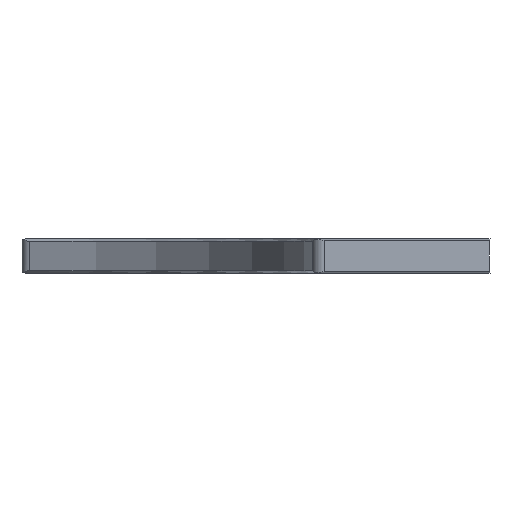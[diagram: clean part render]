
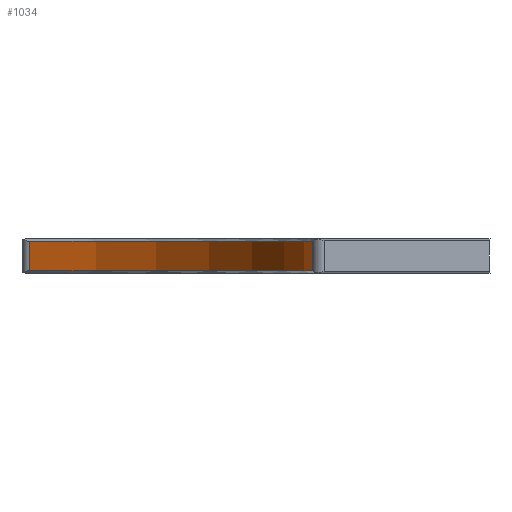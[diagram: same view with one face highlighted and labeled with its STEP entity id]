
A CAD part, front view. The second image highlights one B-rep face of the part: STEP entity #1034.
In plain terms, the highlighted cylindrical face has radius 115.9 mm (diameter 231.8 mm), a partial arc.
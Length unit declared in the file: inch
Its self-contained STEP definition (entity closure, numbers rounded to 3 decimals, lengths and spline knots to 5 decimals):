
#44 = VERTEX_POINT ( 'NONE', #1129 ) ;
#53 = DIRECTION ( 'NONE',  ( 1., 0., 0. ) ) ;
#66 = DIRECTION ( 'NONE',  ( 0., 0., -1. ) ) ;
#96 = CIRCLE ( 'NONE', #933, 4.563 ) ;
#164 = CARTESIAN_POINT ( 'NONE',  ( 1.52526, 4.30053, -0.3735 ) ) ;
#169 = FACE_OUTER_BOUND ( 'NONE', #696, .T. ) ;
#184 = LINE ( 'NONE', #1432, #719 ) ;
#240 = EDGE_CURVE ( 'NONE', #257, #44, #1446, .T. ) ;
#257 = VERTEX_POINT ( 'NONE', #745 ) ;
#268 = ORIENTED_EDGE ( 'NONE', *, *, #584, .T. ) ;
#273 = AXIS2_PLACEMENT_3D ( 'NONE', #1074, #395, #388 ) ;
#343 = EDGE_CURVE ( 'NONE', #44, #781, #184, .T. ) ;
#388 = DIRECTION ( 'NONE',  ( 1., 0., 0. ) ) ;
#395 = DIRECTION ( 'NONE',  ( 0., 0., 1. ) ) ;
#497 = ORIENTED_EDGE ( 'NONE', *, *, #240, .T. ) ;
#541 = DIRECTION ( 'NONE',  ( 1., 0., 0. ) ) ;
#584 = EDGE_CURVE ( 'NONE', #781, #1274, #96, .T. ) ;
#630 = CARTESIAN_POINT ( 'NONE',  ( 0., 0., -0.3425 ) ) ;
#661 = DIRECTION ( 'NONE',  ( 0., 0., 1. ) ) ;
#667 = AXIS2_PLACEMENT_3D ( 'NONE', #630, #1170, #53 ) ;
#696 = EDGE_LOOP ( 'NONE', ( #268, #1195, #497, #1424 ) ) ;
#719 = VECTOR ( 'NONE', #661, 39.37008 ) ;
#745 = CARTESIAN_POINT ( 'NONE',  ( 1.52526, 4.30053, -0.3425 ) ) ;
#781 = VERTEX_POINT ( 'NONE', #1018 ) ;
#809 = CARTESIAN_POINT ( 'NONE',  ( 1.52526, 4.30053, -0.031 ) ) ;
#869 = LINE ( 'NONE', #164, #1311 ) ;
#933 = AXIS2_PLACEMENT_3D ( 'NONE', #943, #1087, #541 ) ;
#943 = CARTESIAN_POINT ( 'NONE',  ( 0., 0., -0.031 ) ) ;
#972 = CYLINDRICAL_SURFACE ( 'NONE', #273, 4.563 ) ;
#1016 = EDGE_CURVE ( 'NONE', #1274, #257, #869, .T. ) ;
#1018 = CARTESIAN_POINT ( 'NONE',  ( 4.56138, 0.12167, -0.031 ) ) ;
#1034 = ADVANCED_FACE ( 'NONE', ( #169 ), #972, .F. ) ;
#1074 = CARTESIAN_POINT ( 'NONE',  ( 0., 0., -0.3735 ) ) ;
#1087 = DIRECTION ( 'NONE',  ( 0., 0., 1. ) ) ;
#1129 = CARTESIAN_POINT ( 'NONE',  ( 4.56138, 0.12167, -0.3425 ) ) ;
#1170 = DIRECTION ( 'NONE',  ( 0., 0., -1. ) ) ;
#1195 = ORIENTED_EDGE ( 'NONE', *, *, #1016, .T. ) ;
#1274 = VERTEX_POINT ( 'NONE', #809 ) ;
#1311 = VECTOR ( 'NONE', #66, 39.37008 ) ;
#1424 = ORIENTED_EDGE ( 'NONE', *, *, #343, .T. ) ;
#1432 = CARTESIAN_POINT ( 'NONE',  ( 4.56138, 0.12167, -0.3735 ) ) ;
#1446 = CIRCLE ( 'NONE', #667, 4.563 ) ;
